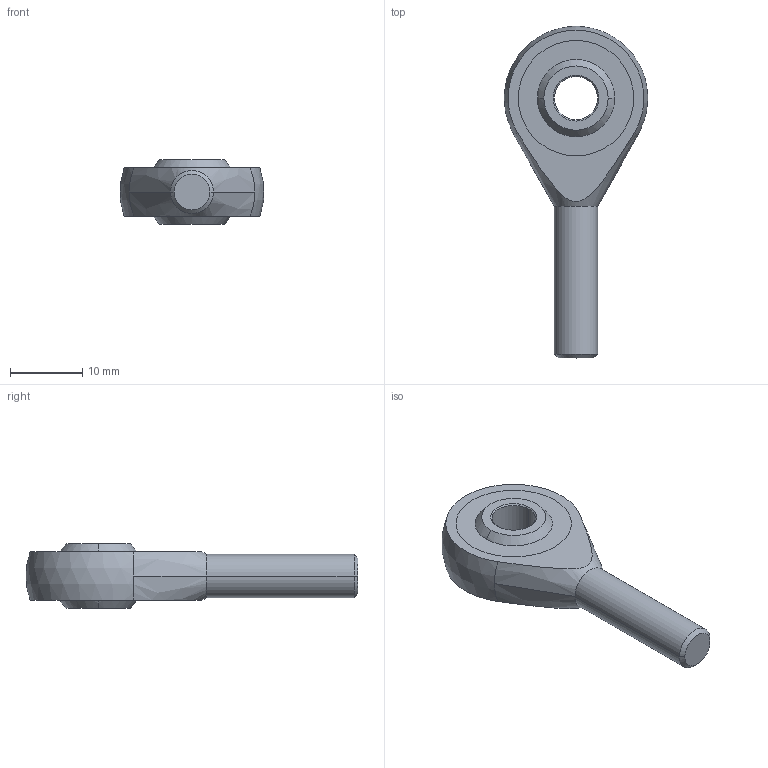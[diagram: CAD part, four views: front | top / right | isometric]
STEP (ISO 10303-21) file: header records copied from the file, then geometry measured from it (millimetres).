
FILE_DESCRIPTION(('STEP AP214'),'1');
FILE_NAME('HALDERN_EH_22982_0304.stp','2020-02-28T09:40:15',('TraceParts'),('TraceParts S.A.'),'Spatial InterOp 3D',' ',' ');
FILE_SCHEMA(('AUTOMOTIVE_DESIGN { 1 0 10303 214 1 1 1 1 }'));
Length unit declared in the file: millimetre
Products named in the file (1): HALDERN_EH_22982_0304_1
Bounding box: 19.85 x 46 x 9 mm (x, y, z)
Volume: 2894.1 mm3; surface area: 2871.5 mm2
Topology: 3 solids, 3 shells, 29 faces, 69 edges, 46 vertices
Faces by surface type: cylinder 8, cone 8, plane 7, sphere 6
Entity records: 1140 total; most frequent: DIRECTION 182, CARTESIAN_POINT 151, ORIENTED_EDGE 138, AXIS2_PLACEMENT_3D 83, EDGE_CURVE 69, CIRCLE 51, VERTEX_POINT 46, EDGE_LOOP 35
